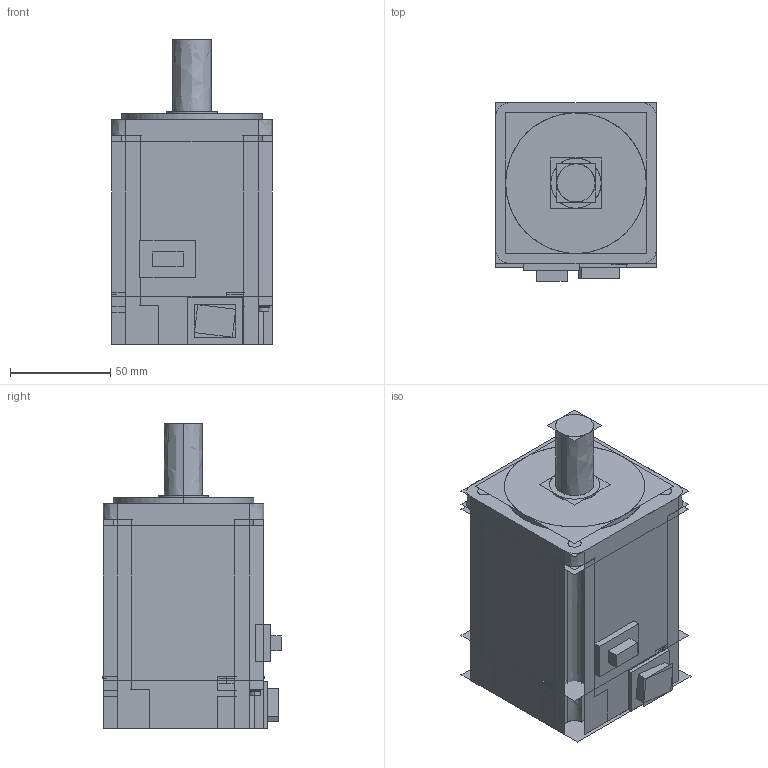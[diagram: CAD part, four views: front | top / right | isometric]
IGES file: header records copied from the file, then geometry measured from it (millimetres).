
Start section:  PTC IGES file: hg-mr73_.igs
Global section: file name: hg-mr73_.igs; native system: Pro/ENGINEER by Parametric Technology Corporation; preprocessor: 2009400; author: FJ93736; organization: Unknown; date: 20110926.161538; units: millimetre
Bounding box: 80.44 x 89.02 x 152 mm (x, y, z)
Surface area: 3916715.7 mm2
Topology: 1 solids, 1 shells, 416 faces, 2515 edges, 3452 vertices
Faces by surface type: bspline 416
